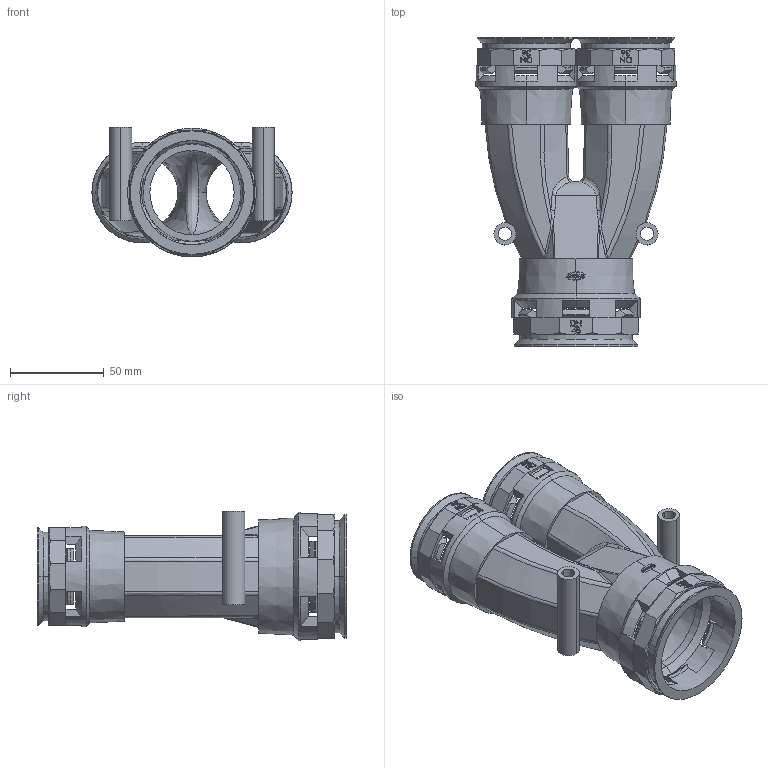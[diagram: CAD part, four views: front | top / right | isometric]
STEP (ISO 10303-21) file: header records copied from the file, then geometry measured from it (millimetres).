
FILE_DESCRIPTION (( 'STEP AP203' ), '1' );
FILE_NAME ('(YKD-483636-)_I3040_0027_05_0.STEP', '2012-06-20T05:58:40', ( 'Llorenç' ), ( '' ), 'SwSTEP 2.0', 'SolidWorks 2007', '' );
FILE_SCHEMA (( 'CONFIG_CONTROL_DESIGN' ));
Length unit declared in the file: millimetre
Products named in the file (1): (YKD-483636-)_I3040_0027_05_0
Bounding box: 106.96 x 165.3 x 69.35 mm (x, y, z)
Volume: 154517.6 mm3; surface area: 101844.2 mm2
Topology: 7 solids, 7 shells, 872 faces, 2397 edges, 1532 vertices
Faces by surface type: plane 333, bspline 244, cone 161, cylinder 134
Entity records: 38976 total; most frequent: CARTESIAN_POINT 18849, ORIENTED_EDGE 4794, DIRECTION 3260, EDGE_CURVE 2397, VERTEX_POINT 1532, AXIS2_PLACEMENT_3D 1131, VECTOR 998, LINE 998
